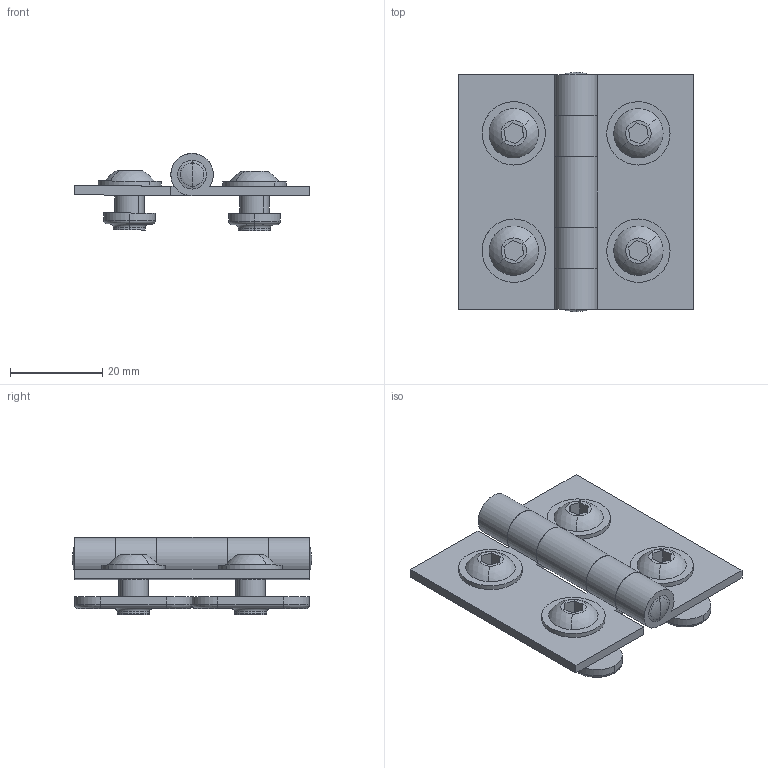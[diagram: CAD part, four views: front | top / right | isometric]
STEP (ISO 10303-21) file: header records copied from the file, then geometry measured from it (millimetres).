
FILE_DESCRIPTION (( 'STEP AP203' ), '1' );
FILE_NAME ('655083.SLDASM.step', '2003-10-13T11:35:34', ( 'Jerry Winters' ), ( 'GoEngineer' ), 'SwSTEP 2.0', 'SolidWorks 2003174', '' );
FILE_SCHEMA (( 'CONFIG_CONTROL_DESIGN' ));
Length unit declared in the file: inch
Products named in the file (7): 655083.SLDASM; 655083a; 655083pin; 655083b; 651166; FBHSCS_651169; 651163
Assembly tree (9 placements, depth 3):
  655083.SLDASM
    651166  x4
      FBHSCS_651169
      651163
    655083a
    655083pin
    655083b
Bounding box: 50.85 x 51.82 x 16.68 mm (x, y, z)
Volume: 11931.5 mm3; surface area: 13423.3 mm2
Topology: 11 solids, 11 shells, 198 faces, 452 edges, 290 vertices
Faces by surface type: plane 89, cylinder 77, torus 24, sphere 8
Entity records: 3554 total; most frequent: DIRECTION 521, CARTESIAN_POINT 463, ORIENTED_EDGE 434, EDGE_CURVE 217, AXIS2_PLACEMENT_3D 201, VERTEX_POINT 143, LINE 119, VECTOR 119
